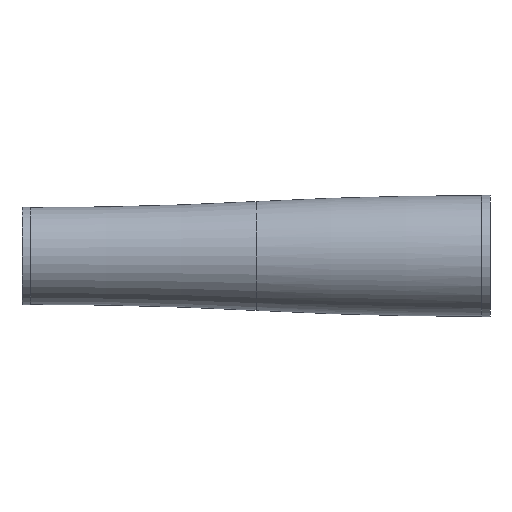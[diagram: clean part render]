
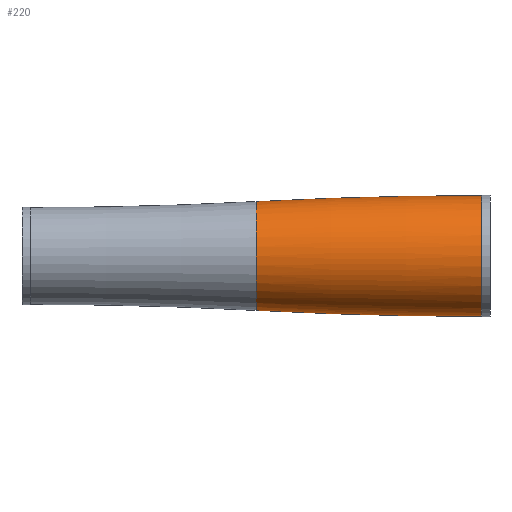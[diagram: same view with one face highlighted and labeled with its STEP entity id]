
A CAD part, front view. The second image highlights one B-rep face of the part: STEP entity #220.
In plain terms, the highlighted toroidal (fillet/blend) face has major radius 1921.31 mm and minor radius 1949.06 mm.
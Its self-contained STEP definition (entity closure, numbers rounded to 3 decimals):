
#33 = EDGE_LOOP ( 'NONE', ( #350, #804, #58, #297 ) ) ;
#58 = ORIENTED_EDGE ( 'NONE', *, *, #581, .T. ) ;
#105 = EDGE_CURVE ( 'NONE', #397, #884, #175, .T. ) ;
#122 = EDGE_CURVE ( 'NONE', #959, #802, #898, .T. ) ;
#140 = DIRECTION ( 'NONE',  ( 0., 0., -1. ) ) ;
#166 = CIRCLE ( 'NONE', #626, 1949.057 ) ;
#175 = CIRCLE ( 'NONE', #307, 27.75 ) ;
#220 = ADVANCED_FACE ( 'NONE', ( #353 ), #284, .T. ) ;
#284 = TOROIDAL_SURFACE ( 'NONE', #843, -1921.307, 1949.057 ) ;
#297 = ORIENTED_EDGE ( 'NONE', *, *, #105, .F. ) ;
#307 = AXIS2_PLACEMENT_3D ( 'NONE', #862, #493, #553 ) ;
#327 = AXIS2_PLACEMENT_3D ( 'NONE', #946, #880, #792 ) ;
#350 = ORIENTED_EDGE ( 'NONE', *, *, #524, .F. ) ;
#353 = FACE_OUTER_BOUND ( 'NONE', #33, .T. ) ;
#397 = VERTEX_POINT ( 'NONE', #490 ) ;
#490 = CARTESIAN_POINT ( 'NONE',  ( -4., 0., 27.75 ) ) ;
#493 = DIRECTION ( 'NONE',  ( 1., 0., 0. ) ) ;
#524 = EDGE_CURVE ( 'NONE', #959, #397, #166, .T. ) ;
#533 = CARTESIAN_POINT ( 'NONE',  ( -4., 0., 1921.307 ) ) ;
#553 = DIRECTION ( 'NONE',  ( 0., 0., -1. ) ) ;
#574 = DIRECTION ( 'NONE',  ( 0., 0., -1. ) ) ;
#579 = DIRECTION ( 'NONE',  ( 1., 0., 0. ) ) ;
#581 = EDGE_CURVE ( 'NONE', #802, #884, #777, .T. ) ;
#604 = CARTESIAN_POINT ( 'NONE',  ( -4., 0., -1921.307 ) ) ;
#626 = AXIS2_PLACEMENT_3D ( 'NONE', #604, #686, #1000 ) ;
#628 = CARTESIAN_POINT ( 'NONE',  ( -107.5, 0., -25. ) ) ;
#640 = CARTESIAN_POINT ( 'NONE',  ( -107.5, 0., 25. ) ) ;
#686 = DIRECTION ( 'NONE',  ( 0., 1., 0. ) ) ;
#730 = AXIS2_PLACEMENT_3D ( 'NONE', #533, #993, #140 ) ;
#733 = CARTESIAN_POINT ( 'NONE',  ( -4., 0., 0. ) ) ;
#736 = CARTESIAN_POINT ( 'NONE',  ( -4., 0., -27.75 ) ) ;
#777 = CIRCLE ( 'NONE', #730, 1949.057 ) ;
#792 = DIRECTION ( 'NONE',  ( 0., 0., -1. ) ) ;
#802 = VERTEX_POINT ( 'NONE', #628 ) ;
#804 = ORIENTED_EDGE ( 'NONE', *, *, #122, .T. ) ;
#843 = AXIS2_PLACEMENT_3D ( 'NONE', #733, #579, #574 ) ;
#862 = CARTESIAN_POINT ( 'NONE',  ( -4., 0., 0. ) ) ;
#880 = DIRECTION ( 'NONE',  ( 1., 0., 0. ) ) ;
#884 = VERTEX_POINT ( 'NONE', #736 ) ;
#898 = CIRCLE ( 'NONE', #327, 25. ) ;
#946 = CARTESIAN_POINT ( 'NONE',  ( -107.5, 0., 0. ) ) ;
#959 = VERTEX_POINT ( 'NONE', #640 ) ;
#993 = DIRECTION ( 'NONE',  ( 0., -1., 0. ) ) ;
#1000 = DIRECTION ( 'NONE',  ( 0., 0., 1. ) ) ;
